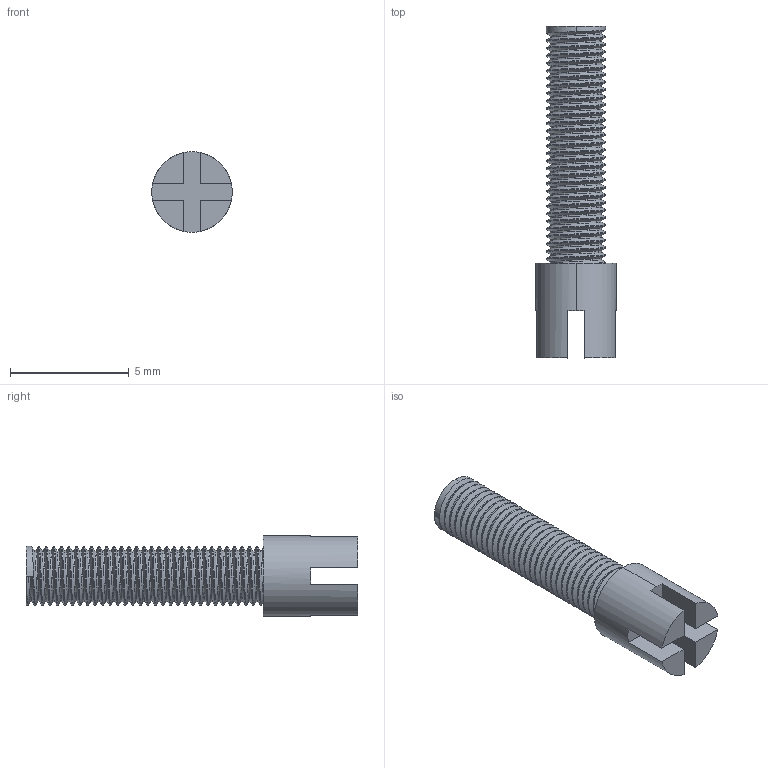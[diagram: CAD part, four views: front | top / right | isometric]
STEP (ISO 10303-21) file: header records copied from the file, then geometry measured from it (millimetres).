
FILE_DESCRIPTION (( 'STEP AP203' ), '1' );
FILE_NAME ('蹟佪芛.STEP', '2022-02-14T12:08:50', ( '' ), ( '' ), 'SwSTEP 2.0', 'SolidWorks 2016', '' );
FILE_SCHEMA (( 'CONFIG_CONTROL_DESIGN' ));
Length unit declared in the file: millimetre
Products named in the file (1): 蹟佪芛
Bounding box: 3.4 x 14 x 3.4 mm (x, y, z)
Volume: 69.8 mm3; surface area: 196.6 mm2
Topology: 1 solids, 1 shells, 87 faces, 247 edges, 163 vertices
Faces by surface type: cylinder 66, plane 17, bspline 4
Entity records: 7659 total; most frequent: CARTESIAN_POINT 5720, ORIENTED_EDGE 494, DIRECTION 296, EDGE_CURVE 247, VERTEX_POINT 163, AXIS2_PLACEMENT_3D 99, LINE 98, VECTOR 98
